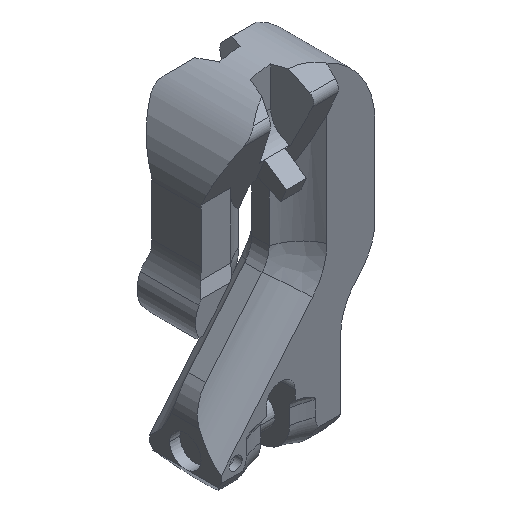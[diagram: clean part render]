
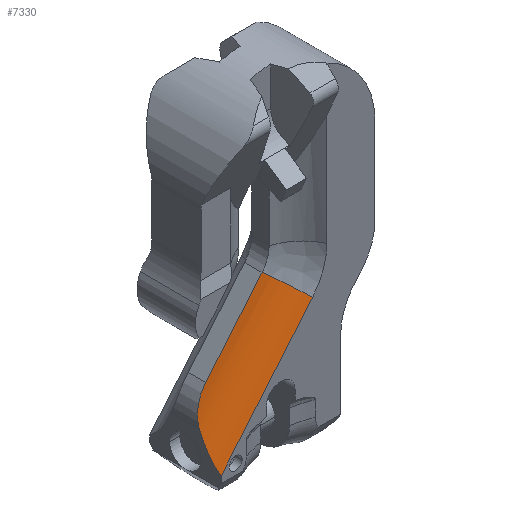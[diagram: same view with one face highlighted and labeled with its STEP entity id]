
A CAD part, isometric view. The second image highlights one B-rep face of the part: STEP entity #7330.
In plain terms, the highlighted cylindrical face has radius 25.22 mm (diameter 50.44 mm), a partial arc.
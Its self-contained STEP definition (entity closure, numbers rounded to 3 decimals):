
#1997=DIRECTION('',(-0.643,0.,-0.766));
#1998=VECTOR('',#1997,70.554);
#1999=CARTESIAN_POINT('',(15.718,-17.654,52.173));
#2000=LINE('',#1999,#1998);
#2207=CARTESIAN_POINT('',(-29.634,-17.654,-1.875));
#2208=CARTESIAN_POINT('',(-29.634,-16.376,-0.942));
#2209=CARTESIAN_POINT('',(-29.634,-14.086,1.13));
#2210=CARTESIAN_POINT('',(-29.634,-10.279,5.874));
#2211=CARTESIAN_POINT('',(-29.634,-8.131,9.982));
#2212=CARTESIAN_POINT('',(-29.634,-6.956,12.92));
#2273=CARTESIAN_POINT('',(-1.77,-28.373,66.847));
#2274=DIRECTION('',(0.643,0.,0.766));
#2275=DIRECTION('',(0.693,0.425,-0.582));
#2276=AXIS2_PLACEMENT_3D('',#2273,#2274,#2275);
#2278=CARTESIAN_POINT('',(-23.881,-4.314,
28.726));
#2279=CARTESIAN_POINT('',(-24.53,-4.314,
27.953));
#2280=CARTESIAN_POINT('',(-25.729,-4.352,
26.331));
#2281=CARTESIAN_POINT('',(-27.223,-4.536,
23.679));
#2282=CARTESIAN_POINT('',(-28.348,-4.86,
20.945));
#2283=CARTESIAN_POINT('',(-29.123,-5.353,
18.169));
#2284=CARTESIAN_POINT('',(-29.553,-6.044,
15.432));
#2285=CARTESIAN_POINT('',(-29.634,-6.63,13.736));
#2286=CARTESIAN_POINT('',(-29.634,-6.956,12.92));
#2302=DIRECTION('',(-0.643,0.,-0.766));
#2303=VECTOR('',#2302,43.415);
#2304=CARTESIAN_POINT('',(4.026,-4.314,61.983));
#2305=LINE('',#2304,#2303);
#4263=CARTESIAN_POINT('',(15.718,-17.654,52.173));
#4265=VERTEX_POINT('',#4263);
#4266=CARTESIAN_POINT('',(-29.634,-17.654,-1.875));
#4267=VERTEX_POINT('',#4266);
#4268=VERTEX_POINT('',#2212);
#4269=VERTEX_POINT('',#2278);
#4270=CARTESIAN_POINT('',(4.026,-4.314,61.983));
#4271=VERTEX_POINT('',#4270);
#7316=CARTESIAN_POINT('',(-1.77,-28.373,66.847));
#7317=DIRECTION('',(0.643,0.,0.766));
#7318=DIRECTION('',(-0.766,0.,0.643));
#7319=AXIS2_PLACEMENT_3D('',#7316,#7317,#7318);
#7320=CYLINDRICAL_SURFACE('',#7319,25.22);
#7321=ORIENTED_EDGE('',*,*,#6879,.T.);
#7322=ORIENTED_EDGE('',*,*,#7154,.T.);
#7324=ORIENTED_EDGE('',*,*,#7323,.F.);
#7326=ORIENTED_EDGE('',*,*,#7325,.F.);
#7327=ORIENTED_EDGE('',*,*,#7308,.F.);
#7328=EDGE_LOOP('',(#7321,#7322,#7324,#7326,#7327));
#7329=FACE_OUTER_BOUND('',#7328,.F.);
#7330=ADVANCED_FACE('',(#7329),#7320,.F.);
#2213=B_SPLINE_CURVE_WITH_KNOTS('',3,(#2207,#2208,#2209,#2210,#2211,#2212),
.UNSPECIFIED.,.F.,.F.,(4,1,1,4),(0.,0.25,0.5,1.),.UNSPECIFIED.);
#2277=CIRCLE('',#2276,25.22);
#2287=B_SPLINE_CURVE_WITH_KNOTS('',3,(#2278,#2279,#2280,#2281,#2282,#2283,#2284,
#2285,#2286),.UNSPECIFIED.,.F.,.F.,(4,1,1,1,1,1,4),(0.,0.167,
0.333,0.5,0.667,0.833,1.),
.UNSPECIFIED.);
#6879=EDGE_CURVE('',#4265,#4267,#2000,.T.);
#7154=EDGE_CURVE('',#4267,#4268,#2213,.T.);
#7308=EDGE_CURVE('',#4265,#4271,#2277,.T.);
#7323=EDGE_CURVE('',#4269,#4268,#2287,.T.);
#7325=EDGE_CURVE('',#4271,#4269,#2305,.T.);
